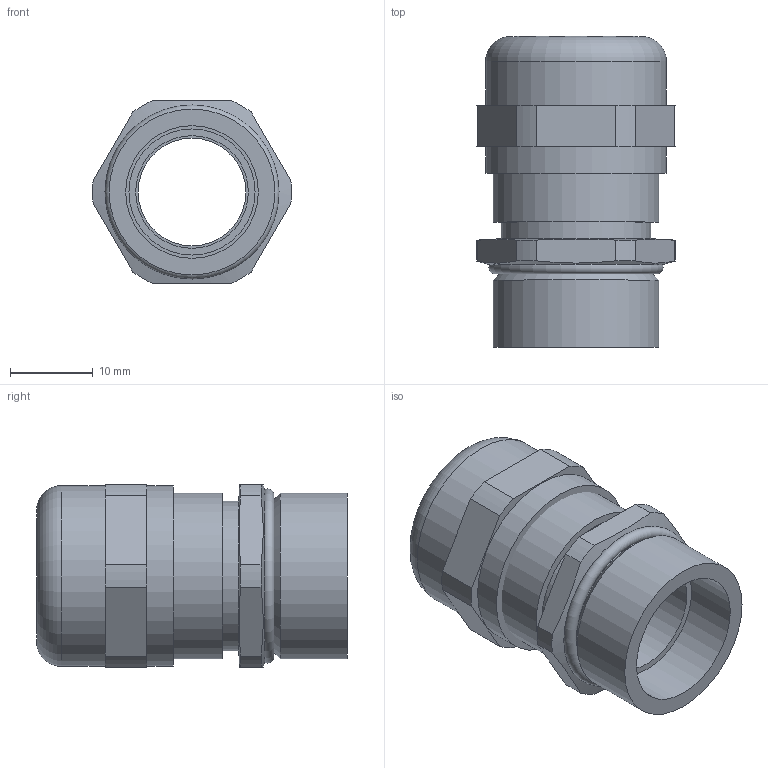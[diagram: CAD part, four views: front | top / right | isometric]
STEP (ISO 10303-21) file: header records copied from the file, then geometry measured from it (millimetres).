
FILE_DESCRIPTION (( 'STEP AP214' ), '1' );
FILE_NAME ('2086123.stp', '2023-07-26T06:03:40', ( '' ), ( '' ), 'SwSTEP 2.0', 'SolidWorks 2022', '' );
FILE_SCHEMA (( 'AUTOMOTIVE_DESIGN' ));
Length unit declared in the file: millimetre
Products named in the file (6): 011344_M20 2086169; 011359_LM20 2086123; 2086123; EV743_M20; 012279_M20 2086169; 012463_M20 2086169
Assembly tree (5 placements, depth 2):
  2086123
    011359_LM20 2086123
    EV743_M20
    012279_M20 2086169
    012463_M20 2086169
    011344_M20 2086169
Bounding box: 23.98 x 37.5 x 22 mm (x, y, z)
Volume: 6953.6 mm3; surface area: 9918.4 mm2
Topology: 5 solids, 5 shells, 65 faces, 144 edges, 92 vertices
Faces by surface type: cylinder 27, plane 25, cone 10, torus 3
Full cylindrical faces by diameter (mm): 13 x2, 13.6 x1, 15.2 x1, 15.6 x1, 16 x2, 18 x2, 18.4 x1, 18.5 x1, 20 x2, 21.8 x2
Entity records: 1911 total; most frequent: CARTESIAN_POINT 325, DIRECTION 306, ORIENTED_EDGE 220, AXIS2_PLACEMENT_3D 135, EDGE_CURVE 110, EDGE_LOOP 104, VERTEX_POINT 86, FACE_OUTER_BOUND 81
